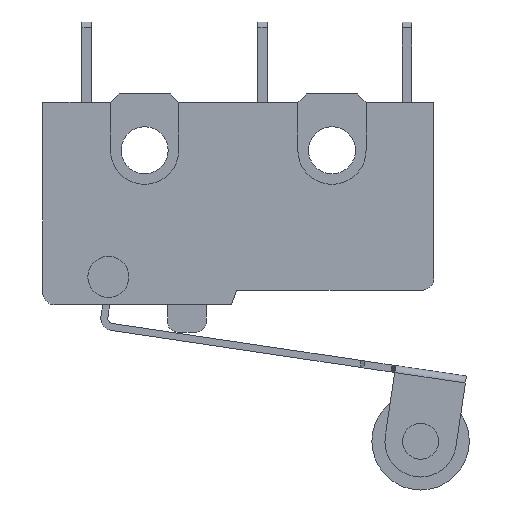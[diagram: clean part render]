
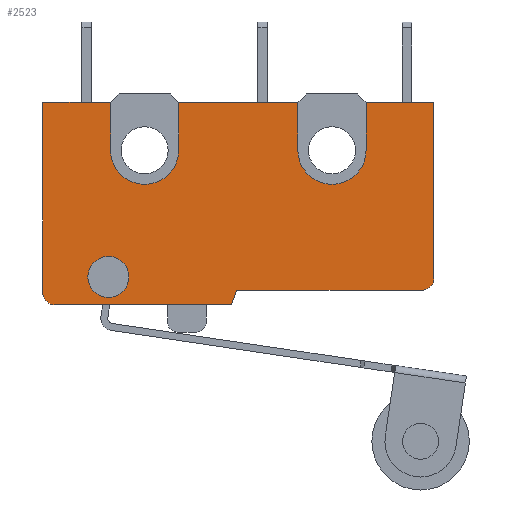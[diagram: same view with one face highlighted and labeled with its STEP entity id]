
A CAD part, front view. The second image highlights one B-rep face of the part: STEP entity #2523.
In plain terms, the highlighted planar face has unit normal (0, -1, 0).
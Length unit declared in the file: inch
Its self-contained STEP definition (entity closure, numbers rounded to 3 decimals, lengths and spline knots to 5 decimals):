
#16 = EDGE_CURVE ( 'NONE', #1742, #2770, #1551, .T. ) ;
#18 = ORIENTED_EDGE ( 'NONE', *, *, #179, .F. ) ;
#25 = ORIENTED_EDGE ( 'NONE', *, *, #16, .F. ) ;
#56 = DIRECTION ( 'NONE',  ( 0., 0., -1. ) ) ;
#95 = DIRECTION ( 'NONE',  ( 0., 1., 0. ) ) ;
#125 = LINE ( 'NONE', #2901, #2807 ) ;
#150 = VERTEX_POINT ( 'NONE', #3258 ) ;
#177 = VERTEX_POINT ( 'NONE', #3404 ) ;
#179 = EDGE_CURVE ( 'NONE', #2650, #279, #1943, .T. ) ;
#196 = AXIS2_PLACEMENT_3D ( 'NONE', #901, #1790, #1515 ) ;
#271 = VERTEX_POINT ( 'NONE', #1055 ) ;
#279 = VERTEX_POINT ( 'NONE', #2824 ) ;
#323 = AXIS2_PLACEMENT_3D ( 'NONE', #3015, #3297, #2471 ) ;
#357 = VERTEX_POINT ( 'NONE', #3151 ) ;
#376 = CARTESIAN_POINT ( 'NONE',  ( -0.3915, -0.122, 0.2025 ) ) ;
#461 = DIRECTION ( 'NONE',  ( 0., 0., -1. ) ) ;
#462 = VERTEX_POINT ( 'NONE', #2046 ) ;
#468 = VECTOR ( 'NONE', #3114, 39.37008 ) ;
#485 = EDGE_CURVE ( 'NONE', #2784, #1272, #1134, .T. ) ;
#502 = ORIENTED_EDGE ( 'NONE', *, *, #2339, .T. ) ;
#505 = AXIS2_PLACEMENT_3D ( 'NONE', #3288, #1856, #461 ) ;
#516 = LINE ( 'NONE', #2952, #3075 ) ;
#584 = CARTESIAN_POINT ( 'NONE',  ( -0.26, -0.122, -0.1875 ) ) ;
#612 = FACE_BOUND ( 'NONE', #2465, .T. ) ;
#673 = DIRECTION ( 'NONE',  ( 0., 0., -1. ) ) ;
#691 = CARTESIAN_POINT ( 'NONE',  ( -0.3665, -0.122, -0.1775 ) ) ;
#742 = LINE ( 'NONE', #3356, #468 ) ;
#801 = DIRECTION ( 'NONE',  ( 0., 0., -1. ) ) ;
#804 = LINE ( 'NONE', #1501, #1796 ) ;
#833 = DIRECTION ( 'NONE',  ( 0., -1., 0. ) ) ;
#844 = VECTOR ( 'NONE', #673, 39.37008 ) ;
#857 = EDGE_CURVE ( 'NONE', #177, #1181, #2683, .T. ) ;
#901 = CARTESIAN_POINT ( 'NONE',  ( 0.3665, -0.122, -0.1485 ) ) ;
#1055 = CARTESIAN_POINT ( 'NONE',  ( -0.25575, -0.122, 0.2025 ) ) ;
#1069 = CARTESIAN_POINT ( 'NONE',  ( -0.26, -0.122, -0.1465 ) ) ;
#1083 = DIRECTION ( 'NONE',  ( 0., 0., -1. ) ) ;
#1085 = EDGE_CURVE ( 'NONE', #150, #2241, #1834, .T. ) ;
#1096 = VECTOR ( 'NONE', #1945, 39.37008 ) ;
#1100 = LINE ( 'NONE', #1182, #844 ) ;
#1127 = EDGE_CURVE ( 'NONE', #279, #357, #125, .T. ) ;
#1134 = LINE ( 'NONE', #2033, #3598 ) ;
#1136 = EDGE_CURVE ( 'NONE', #2085, #462, #3128, .T. ) ;
#1146 = ORIENTED_EDGE ( 'NONE', *, *, #1661, .F. ) ;
#1179 = CARTESIAN_POINT ( 'NONE',  ( -0.3915, -0.122, -0.1775 ) ) ;
#1181 = VERTEX_POINT ( 'NONE', #584 ) ;
#1182 = CARTESIAN_POINT ( 'NONE',  ( -0.25575, -0.122, 0. ) ) ;
#1219 = EDGE_CURVE ( 'NONE', #2241, #2621, #516, .T. ) ;
#1272 = VERTEX_POINT ( 'NONE', #2662 ) ;
#1297 = CARTESIAN_POINT ( 'NONE',  ( 0.25575, -0.122, 0.10675 ) ) ;
#1300 = ORIENTED_EDGE ( 'NONE', *, *, #1219, .F. ) ;
#1451 = ORIENTED_EDGE ( 'NONE', *, *, #2655, .F. ) ;
#1501 = CARTESIAN_POINT ( 'NONE',  ( -0.0035, -0.122, -0.1735 ) ) ;
#1511 = DIRECTION ( 'NONE',  ( 0., 0., -1. ) ) ;
#1515 = DIRECTION ( 'NONE',  ( 0., 0., -1. ) ) ;
#1551 = LINE ( 'NONE', #2112, #2934 ) ;
#1631 = CARTESIAN_POINT ( 'NONE',  ( 0.11925, -0.122, 0.10675 ) ) ;
#1643 = CIRCLE ( 'NONE', #323, 0.06825 ) ;
#1644 = ORIENTED_EDGE ( 'NONE', *, *, #1136, .T. ) ;
#1649 = VECTOR ( 'NONE', #3025, 39.37008 ) ;
#1661 = EDGE_CURVE ( 'NONE', #2820, #150, #2540, .T. ) ;
#1742 = VERTEX_POINT ( 'NONE', #1179 ) ;
#1756 = VECTOR ( 'NONE', #2347, 39.37008 ) ;
#1790 = DIRECTION ( 'NONE',  ( 0., -1., 0. ) ) ;
#1794 = VECTOR ( 'NONE', #2908, 39.37008 ) ;
#1796 = VECTOR ( 'NONE', #3192, 39.37008 ) ;
#1797 = AXIS2_PLACEMENT_3D ( 'NONE', #691, #2074, #1511 ) ;
#1834 = LINE ( 'NONE', #3459, #1756 ) ;
#1837 = DIRECTION ( 'NONE',  ( 1., 0., 0. ) ) ;
#1856 = DIRECTION ( 'NONE',  ( 0., -1., 0. ) ) ;
#1887 = ORIENTED_EDGE ( 'NONE', *, *, #1952, .F. ) ;
#1935 = CARTESIAN_POINT ( 'NONE',  ( -0.0135, -0.122, -0.2025 ) ) ;
#1940 = CARTESIAN_POINT ( 'NONE',  ( 0., -0.122, 0. ) ) ;
#1943 = LINE ( 'NONE', #2519, #1096 ) ;
#1945 = DIRECTION ( 'NONE',  ( 0., 0., 1. ) ) ;
#1950 = CIRCLE ( 'NONE', #2381, 0.041 ) ;
#1952 = EDGE_CURVE ( 'NONE', #271, #2490, #1100, .T. ) ;
#1979 = CARTESIAN_POINT ( 'NONE',  ( 0.3665, -0.122, -0.1735 ) ) ;
#2033 = CARTESIAN_POINT ( 'NONE',  ( -0.3915, -0.122, -0.2025 ) ) ;
#2046 = CARTESIAN_POINT ( 'NONE',  ( 0.3915, -0.122, -0.1485 ) ) ;
#2074 = DIRECTION ( 'NONE',  ( 0., -1., 0. ) ) ;
#2079 = DIRECTION ( 'NONE',  ( -1., 0., 0. ) ) ;
#2085 = VERTEX_POINT ( 'NONE', #1979 ) ;
#2093 = VECTOR ( 'NONE', #1837, 39.37008 ) ;
#2098 = ORIENTED_EDGE ( 'NONE', *, *, #485, .F. ) ;
#2112 = CARTESIAN_POINT ( 'NONE',  ( -0.3915, -0.122, 0.2025 ) ) ;
#2159 = CIRCLE ( 'NONE', #505, 0.06825 ) ;
#2192 = CARTESIAN_POINT ( 'NONE',  ( -0.25575, -0.122, 0.10675 ) ) ;
#2241 = VERTEX_POINT ( 'NONE', #2317 ) ;
#2279 = ORIENTED_EDGE ( 'NONE', *, *, #2867, .F. ) ;
#2280 = ORIENTED_EDGE ( 'NONE', *, *, #3426, .T. ) ;
#2317 = CARTESIAN_POINT ( 'NONE',  ( 0.11925, -0.122, 0.2025 ) ) ;
#2338 = DIRECTION ( 'NONE',  ( 1., 0., 0. ) ) ;
#2339 = EDGE_CURVE ( 'NONE', #1181, #177, #1950, .T. ) ;
#2344 = CARTESIAN_POINT ( 'NONE',  ( -0.11925, -0.122, 0. ) ) ;
#2347 = DIRECTION ( 'NONE',  ( 1., 0., 0. ) ) ;
#2381 = AXIS2_PLACEMENT_3D ( 'NONE', #3246, #95, #56 ) ;
#2383 = ORIENTED_EDGE ( 'NONE', *, *, #3325, .T. ) ;
#2404 = DIRECTION ( 'NONE',  ( 0., 0., 1. ) ) ;
#2465 = EDGE_LOOP ( 'NONE', ( #502, #3546 ) ) ;
#2466 = CARTESIAN_POINT ( 'NONE',  ( 0.3915, -0.122, 0.2025 ) ) ;
#2471 = DIRECTION ( 'NONE',  ( 0., 0., -1. ) ) ;
#2490 = VERTEX_POINT ( 'NONE', #2192 ) ;
#2519 = CARTESIAN_POINT ( 'NONE',  ( 0.25575, -0.122, 0. ) ) ;
#2521 = VERTEX_POINT ( 'NONE', #3656 ) ;
#2523 = ADVANCED_FACE ( 'NONE', ( #2632, #612 ), #2803, .T. ) ;
#2529 = ORIENTED_EDGE ( 'NONE', *, *, #3476, .F. ) ;
#2540 = LINE ( 'NONE', #2344, #1794 ) ;
#2621 = VERTEX_POINT ( 'NONE', #1631 ) ;
#2632 = FACE_OUTER_BOUND ( 'NONE', #2954, .T. ) ;
#2650 = VERTEX_POINT ( 'NONE', #1297 ) ;
#2655 = EDGE_CURVE ( 'NONE', #357, #462, #3389, .T. ) ;
#2662 = CARTESIAN_POINT ( 'NONE',  ( -0.3665, -0.122, -0.2025 ) ) ;
#2683 = CIRCLE ( 'NONE', #3655, 0.041 ) ;
#2691 = ORIENTED_EDGE ( 'NONE', *, *, #1085, .F. ) ;
#2698 = ORIENTED_EDGE ( 'NONE', *, *, #2945, .F. ) ;
#2770 = VERTEX_POINT ( 'NONE', #3057 ) ;
#2771 = CARTESIAN_POINT ( 'NONE',  ( -0.11925, -0.122, 0.10675 ) ) ;
#2784 = VERTEX_POINT ( 'NONE', #1935 ) ;
#2786 = EDGE_CURVE ( 'NONE', #2521, #2085, #742, .T. ) ;
#2803 = PLANE ( 'NONE',  #2837 ) ;
#2807 = VECTOR ( 'NONE', #2338, 39.37008 ) ;
#2820 = VERTEX_POINT ( 'NONE', #2771 ) ;
#2824 = CARTESIAN_POINT ( 'NONE',  ( 0.25575, -0.122, 0.2025 ) ) ;
#2837 = AXIS2_PLACEMENT_3D ( 'NONE', #1940, #833, #1083 ) ;
#2867 = EDGE_CURVE ( 'NONE', #2621, #2650, #1643, .T. ) ;
#2901 = CARTESIAN_POINT ( 'NONE',  ( -0.3915, -0.122, 0.2025 ) ) ;
#2908 = DIRECTION ( 'NONE',  ( 0., 0., 1. ) ) ;
#2934 = VECTOR ( 'NONE', #2404, 39.37008 ) ;
#2945 = EDGE_CURVE ( 'NONE', #2490, #2820, #2159, .T. ) ;
#2952 = CARTESIAN_POINT ( 'NONE',  ( 0.11925, -0.122, 0. ) ) ;
#2954 = EDGE_LOOP ( 'NONE', ( #25, #2280, #2098, #2383, #3056, #1644, #1451, #3467, #18, #2279, #1300, #2691, #1146, #2698, #1887, #2529 ) ) ;
#2995 = CIRCLE ( 'NONE', #1797, 0.025 ) ;
#3015 = CARTESIAN_POINT ( 'NONE',  ( 0.1875, -0.122, 0.10675 ) ) ;
#3025 = DIRECTION ( 'NONE',  ( 0., 0., -1. ) ) ;
#3056 = ORIENTED_EDGE ( 'NONE', *, *, #2786, .T. ) ;
#3057 = CARTESIAN_POINT ( 'NONE',  ( -0.3915, -0.122, 0.2025 ) ) ;
#3075 = VECTOR ( 'NONE', #3538, 39.37008 ) ;
#3114 = DIRECTION ( 'NONE',  ( 1., 0., 0. ) ) ;
#3128 = CIRCLE ( 'NONE', #196, 0.025 ) ;
#3151 = CARTESIAN_POINT ( 'NONE',  ( 0.3915, -0.122, 0.2025 ) ) ;
#3192 = DIRECTION ( 'NONE',  ( 0.326, 0., 0.945 ) ) ;
#3246 = CARTESIAN_POINT ( 'NONE',  ( -0.26, -0.122, -0.1465 ) ) ;
#3258 = CARTESIAN_POINT ( 'NONE',  ( -0.11925, -0.122, 0.2025 ) ) ;
#3268 = LINE ( 'NONE', #376, #2093 ) ;
#3288 = CARTESIAN_POINT ( 'NONE',  ( -0.1875, -0.122, 0.10675 ) ) ;
#3297 = DIRECTION ( 'NONE',  ( 0., -1., 0. ) ) ;
#3325 = EDGE_CURVE ( 'NONE', #2784, #2521, #804, .T. ) ;
#3356 = CARTESIAN_POINT ( 'NONE',  ( 0.3915, -0.122, -0.1735 ) ) ;
#3389 = LINE ( 'NONE', #2466, #1649 ) ;
#3404 = CARTESIAN_POINT ( 'NONE',  ( -0.26, -0.122, -0.1055 ) ) ;
#3426 = EDGE_CURVE ( 'NONE', #1742, #1272, #2995, .T. ) ;
#3459 = CARTESIAN_POINT ( 'NONE',  ( -0.3915, -0.122, 0.2025 ) ) ;
#3467 = ORIENTED_EDGE ( 'NONE', *, *, #1127, .F. ) ;
#3476 = EDGE_CURVE ( 'NONE', #2770, #271, #3268, .T. ) ;
#3538 = DIRECTION ( 'NONE',  ( 0., 0., -1. ) ) ;
#3546 = ORIENTED_EDGE ( 'NONE', *, *, #857, .T. ) ;
#3598 = VECTOR ( 'NONE', #2079, 39.37008 ) ;
#3623 = DIRECTION ( 'NONE',  ( 0., 1., 0. ) ) ;
#3655 = AXIS2_PLACEMENT_3D ( 'NONE', #1069, #3623, #801 ) ;
#3656 = CARTESIAN_POINT ( 'NONE',  ( -0.0035, -0.122, -0.1735 ) ) ;
